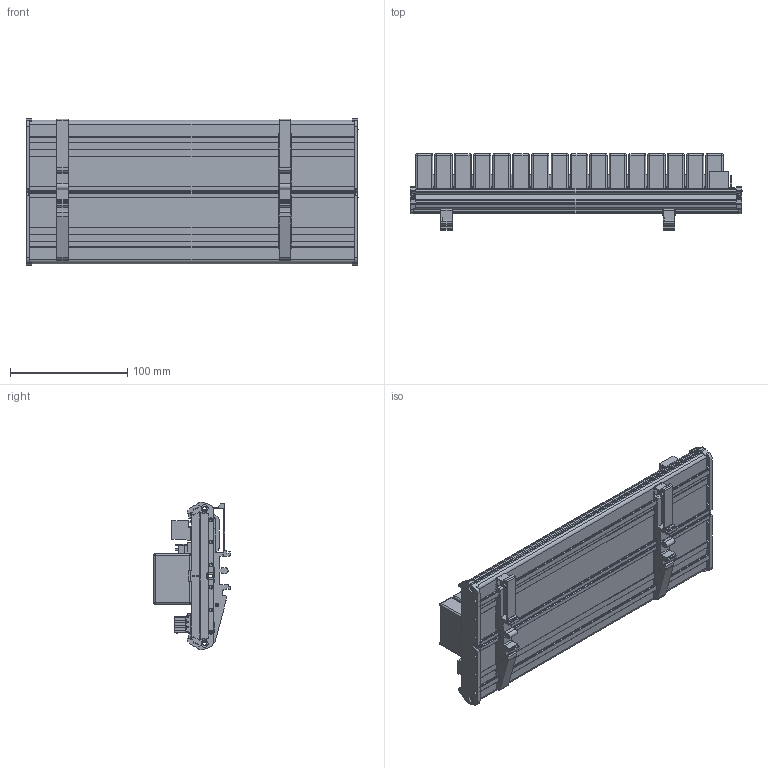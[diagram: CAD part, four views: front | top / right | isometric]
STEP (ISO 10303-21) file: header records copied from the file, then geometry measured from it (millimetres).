
FILE_DESCRIPTION (( 'STEP AP214' ), '1' );
FILE_NAME ('2653.STEP', '2020-04-20T21:01:24', ( '' ), ( '' ), 'SwSTEP 2.0', 'SolidWorks 2012', '' );
FILE_SCHEMA (( 'AUTOMOTIVE_DESIGN' ));
Length unit declared in the file: inch
Products named in the file (9): DIN_FOOT; DIN_END; DIN_RAIL new_10.91; RJ45STR; CON6-156; RLY_TX2; HDR3-163; 2653
Assembly tree (57 placements, depth 2):
  2653
    2653
    HDR3-163  x32
    RLY_TX2  x16
    CON6-156  x2
    RJ45STR
    DIN_RAIL new_10.91
    DIN_END  x2
    DIN_FOOT  x2
Bounding box: 283.11 x 65.15 x 125.4 mm (x, y, z)
Volume: 554112.6 mm3; surface area: 343170.7 mm2
Topology: 57 solids, 57 shells, 7095 faces, 18820 edges, 12232 vertices
Faces by surface type: plane 5474, cylinder 1297, bspline 128, sphere 128, cone 68
Entity records: 40066 total; most frequent: CARTESIAN_POINT 8906, ORIENTED_EDGE 6486, DIRECTION 5682, EDGE_CURVE 3243, LINE 2246, VECTOR 2246, VERTEX_POINT 2148, AXIS2_PLACEMENT_3D 1718
